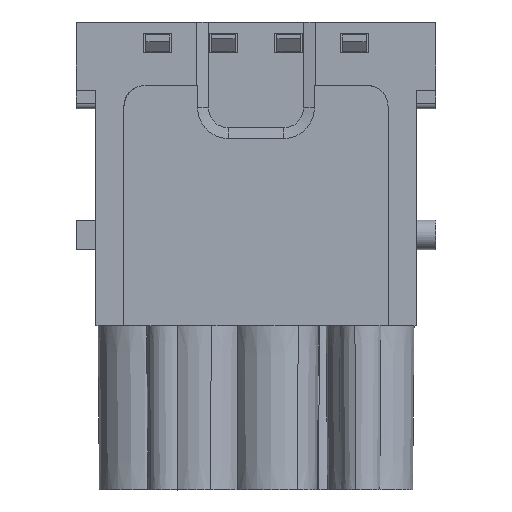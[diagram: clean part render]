
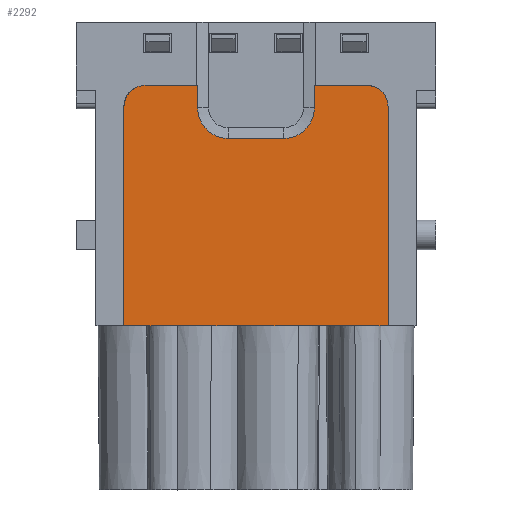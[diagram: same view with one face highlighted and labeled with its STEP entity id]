
A CAD part, left-side view. The second image highlights one B-rep face of the part: STEP entity #2292.
In plain terms, the highlighted planar face has unit normal (-1, 0, 0).
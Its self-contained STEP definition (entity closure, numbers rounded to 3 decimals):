
#1933=AXIS2_PLACEMENT_3D('Circle Axis2P3D',#1931,#1932,$) ;
#2197=AXIS2_PLACEMENT_3D('Plane Axis2P3D',#2194,#2195,#2196) ;
#2201=AXIS2_PLACEMENT_3D('Circle Axis2P3D',#2199,#2200,$) ;
#2215=AXIS2_PLACEMENT_3D('Circle Axis2P3D',#2213,#2214,$) ;
#2236=AXIS2_PLACEMENT_3D('Circle Axis2P3D',#2234,#2235,$) ;
#927=CARTESIAN_POINT('Vertex',(0.131,4.5,15.55)) ;
#930=CARTESIAN_POINT('Line Origine',(0.131,9.358,15.55)) ;
#934=CARTESIAN_POINT('Vertex',(0.131,14.215,15.55)) ;
#1886=CARTESIAN_POINT('Vertex',(0.131,11.479,36.166)) ;
#1889=CARTESIAN_POINT('Line Origine',(0.131,11.479,37.233)) ;
#1893=CARTESIAN_POINT('Vertex',(0.131,11.479,38.3)) ;
#1911=CARTESIAN_POINT('Line Origine',(0.131,8.99,38.3)) ;
#1915=CARTESIAN_POINT('Vertex',(0.131,6.5,38.3)) ;
#1931=CARTESIAN_POINT('Axis2P3D Location',(0.131,6.5,36.3)) ;
#1935=CARTESIAN_POINT('Vertex',(0.131,4.5,36.3)) ;
#1951=CARTESIAN_POINT('Line Origine',(0.131,4.5,25.925)) ;
#2194=CARTESIAN_POINT('Axis2P3D Location',(0.131,17.,37.65)) ;
#2199=CARTESIAN_POINT('Axis2P3D Location',(0.131,14.366,36.166)) ;
#2203=CARTESIAN_POINT('Vertex',(0.131,14.366,33.279)) ;
#2206=CARTESIAN_POINT('Line Origine',(0.131,17.,33.279)) ;
#2210=CARTESIAN_POINT('Vertex',(0.131,19.634,33.279)) ;
#2213=CARTESIAN_POINT('Axis2P3D Location',(0.131,19.634,36.166)) ;
#2217=CARTESIAN_POINT('Vertex',(0.131,22.521,36.166)) ;
#2220=CARTESIAN_POINT('Line Origine',(0.131,22.521,37.233)) ;
#2224=CARTESIAN_POINT('Vertex',(0.131,22.521,38.3)) ;
#2227=CARTESIAN_POINT('Line Origine',(0.131,25.01,38.3)) ;
#2231=CARTESIAN_POINT('Vertex',(0.131,27.5,38.3)) ;
#2234=CARTESIAN_POINT('Axis2P3D Location',(0.131,27.5,36.3)) ;
#2238=CARTESIAN_POINT('Vertex',(0.131,29.5,36.3)) ;
#2241=CARTESIAN_POINT('Line Origine',(0.131,29.5,25.925)) ;
#2245=CARTESIAN_POINT('Vertex',(0.131,29.5,15.55)) ;
#2248=CARTESIAN_POINT('Line Origine',(0.131,26.417,15.55)) ;
#2252=CARTESIAN_POINT('Vertex',(0.131,23.335,15.55)) ;
#2255=CARTESIAN_POINT('Line Origine',(0.131,22.3,15.55)) ;
#2259=CARTESIAN_POINT('Vertex',(0.131,21.265,15.55)) ;
#2262=CARTESIAN_POINT('Line Origine',(0.131,18.775,15.55)) ;
#2266=CARTESIAN_POINT('Vertex',(0.131,16.285,15.55)) ;
#2269=CARTESIAN_POINT('Line Origine',(0.131,15.25,15.55)) ;
#931=DIRECTION('Vector Direction',(0.,-1.,0.)) ;
#1890=DIRECTION('Vector Direction',(0.,0.,-1.)) ;
#1912=DIRECTION('Vector Direction',(0.,-1.,0.)) ;
#1932=DIRECTION('Axis2P3D Direction',(-1.,0.,0.)) ;
#1952=DIRECTION('Vector Direction',(0.,0.,-1.)) ;
#2195=DIRECTION('Axis2P3D Direction',(-1.,0.,0.)) ;
#2196=DIRECTION('Axis2P3D XDirection',(0.,-1.,0.)) ;
#2200=DIRECTION('Axis2P3D Direction',(-1.,0.,0.)) ;
#2207=DIRECTION('Vector Direction',(0.,1.,0.)) ;
#2214=DIRECTION('Axis2P3D Direction',(-1.,0.,0.)) ;
#2221=DIRECTION('Vector Direction',(0.,0.,1.)) ;
#2228=DIRECTION('Vector Direction',(0.,-1.,0.)) ;
#2235=DIRECTION('Axis2P3D Direction',(-1.,0.,0.)) ;
#2242=DIRECTION('Vector Direction',(0.,0.,1.)) ;
#2249=DIRECTION('Vector Direction',(0.,-1.,0.)) ;
#2256=DIRECTION('Vector Direction',(0.,-1.,0.)) ;
#2263=DIRECTION('Vector Direction',(0.,-1.,0.)) ;
#2270=DIRECTION('Vector Direction',(0.,-1.,0.)) ;
#932=VECTOR('Line Direction',#931,1.) ;
#1891=VECTOR('Line Direction',#1890,1.) ;
#1913=VECTOR('Line Direction',#1912,1.) ;
#1953=VECTOR('Line Direction',#1952,1.) ;
#2208=VECTOR('Line Direction',#2207,1.) ;
#2222=VECTOR('Line Direction',#2221,1.) ;
#2229=VECTOR('Line Direction',#2228,1.) ;
#2243=VECTOR('Line Direction',#2242,1.) ;
#2250=VECTOR('Line Direction',#2249,1.) ;
#2257=VECTOR('Line Direction',#2256,1.) ;
#2264=VECTOR('Line Direction',#2263,1.) ;
#2271=VECTOR('Line Direction',#2270,1.) ;
#2275=ORIENTED_EDGE('',*,*,#1955,.F.) ;
#2276=ORIENTED_EDGE('',*,*,#1937,.F.) ;
#2277=ORIENTED_EDGE('',*,*,#1917,.F.) ;
#2278=ORIENTED_EDGE('',*,*,#1895,.F.) ;
#2279=ORIENTED_EDGE('',*,*,#2205,.F.) ;
#2280=ORIENTED_EDGE('',*,*,#2212,.T.) ;
#2281=ORIENTED_EDGE('',*,*,#2219,.F.) ;
#2282=ORIENTED_EDGE('',*,*,#2226,.T.) ;
#2283=ORIENTED_EDGE('',*,*,#2233,.F.) ;
#2284=ORIENTED_EDGE('',*,*,#2240,.F.) ;
#2285=ORIENTED_EDGE('',*,*,#2247,.F.) ;
#2286=ORIENTED_EDGE('',*,*,#2254,.F.) ;
#2287=ORIENTED_EDGE('',*,*,#2261,.F.) ;
#2288=ORIENTED_EDGE('',*,*,#2268,.F.) ;
#2289=ORIENTED_EDGE('',*,*,#2273,.F.) ;
#2290=ORIENTED_EDGE('',*,*,#936,.F.) ;
#2292=ADVANCED_FACE('V1',(#2291),#2198,.T.) ;
#1934=CIRCLE('generated circle',#1933,2.) ;
#2202=CIRCLE('generated circle',#2201,2.887) ;
#2216=CIRCLE('generated circle',#2215,2.887) ;
#2237=CIRCLE('generated circle',#2236,2.) ;
#936=EDGE_CURVE('',#928,#935,#933,.F.) ;
#1895=EDGE_CURVE('',#1887,#1894,#1892,.F.) ;
#1917=EDGE_CURVE('',#1894,#1916,#1914,.T.) ;
#1937=EDGE_CURVE('',#1916,#1936,#1934,.F.) ;
#1955=EDGE_CURVE('',#1936,#928,#1954,.T.) ;
#2205=EDGE_CURVE('',#2204,#1887,#2202,.T.) ;
#2212=EDGE_CURVE('',#2204,#2211,#2209,.T.) ;
#2219=EDGE_CURVE('',#2218,#2211,#2216,.T.) ;
#2226=EDGE_CURVE('',#2218,#2225,#2223,.T.) ;
#2233=EDGE_CURVE('',#2232,#2225,#2230,.T.) ;
#2240=EDGE_CURVE('',#2239,#2232,#2237,.F.) ;
#2247=EDGE_CURVE('',#2246,#2239,#2244,.T.) ;
#2254=EDGE_CURVE('',#2253,#2246,#2251,.F.) ;
#2261=EDGE_CURVE('',#2260,#2253,#2258,.F.) ;
#2268=EDGE_CURVE('',#2267,#2260,#2265,.F.) ;
#2273=EDGE_CURVE('',#935,#2267,#2272,.F.) ;
#2274=EDGE_LOOP('',(#2275,#2276,#2277,#2278,#2279,#2280,#2281,#2282,#2283,#2284,#2285,#2286,#2287,#2288,#2289,#2290)) ;
#2291=FACE_OUTER_BOUND('',#2274,.T.) ;
#933=LINE('Line',#930,#932) ;
#1892=LINE('Line',#1889,#1891) ;
#1914=LINE('Line',#1911,#1913) ;
#1954=LINE('Line',#1951,#1953) ;
#2209=LINE('Line',#2206,#2208) ;
#2223=LINE('Line',#2220,#2222) ;
#2230=LINE('Line',#2227,#2229) ;
#2244=LINE('Line',#2241,#2243) ;
#2251=LINE('Line',#2248,#2250) ;
#2258=LINE('Line',#2255,#2257) ;
#2265=LINE('Line',#2262,#2264) ;
#2272=LINE('Line',#2269,#2271) ;
#2198=PLANE('',#2197) ;
#928=VERTEX_POINT('',#927) ;
#935=VERTEX_POINT('',#934) ;
#1887=VERTEX_POINT('',#1886) ;
#1894=VERTEX_POINT('',#1893) ;
#1916=VERTEX_POINT('',#1915) ;
#1936=VERTEX_POINT('',#1935) ;
#2204=VERTEX_POINT('',#2203) ;
#2211=VERTEX_POINT('',#2210) ;
#2218=VERTEX_POINT('',#2217) ;
#2225=VERTEX_POINT('',#2224) ;
#2232=VERTEX_POINT('',#2231) ;
#2239=VERTEX_POINT('',#2238) ;
#2246=VERTEX_POINT('',#2245) ;
#2253=VERTEX_POINT('',#2252) ;
#2260=VERTEX_POINT('',#2259) ;
#2267=VERTEX_POINT('',#2266) ;
